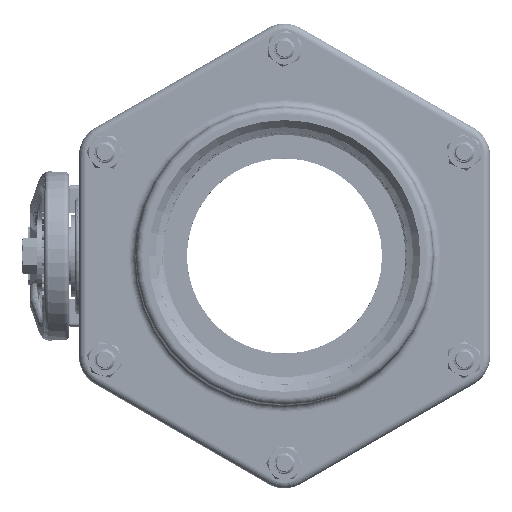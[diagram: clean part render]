
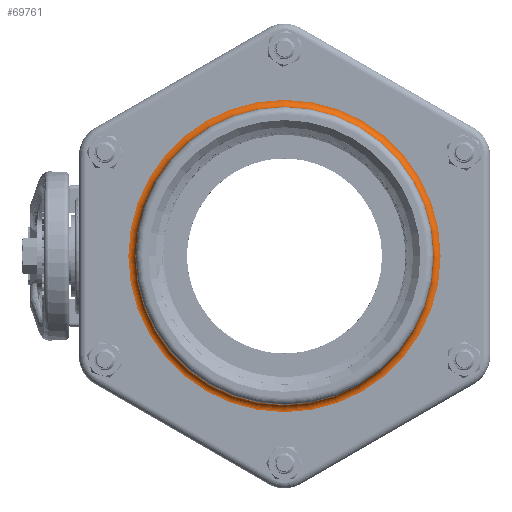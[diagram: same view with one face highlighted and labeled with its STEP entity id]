
A CAD part, left-side view. The second image highlights one B-rep face of the part: STEP entity #69761.
In plain terms, the highlighted toroidal (fillet/blend) face has major radius 69.659 mm and minor radius 3.175 mm.
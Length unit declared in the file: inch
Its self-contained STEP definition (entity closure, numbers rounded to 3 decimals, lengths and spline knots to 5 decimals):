
#25913=FACE_OUTER_BOUND('',#29942,.T.);
#29942=EDGE_LOOP('',(#66007,#66008,#66009,#66010,#66011));
#30656=CIRCLE('',#73713,2.7425);
#30659=CIRCLE('',#73724,2.6175);
#30662=CIRCLE('',#73727,2.6175);
#30689=CIRCLE('',#73784,0.125);
#37096=VERTEX_POINT('',#121306);
#37100=VERTEX_POINT('',#122212);
#37101=VERTEX_POINT('',#122213);
#46695=EDGE_CURVE('',#37096,#37096,#30656,.T.);
#46705=EDGE_CURVE('',#37100,#37101,#30659,.T.);
#46709=EDGE_CURVE('',#37101,#37100,#30662,.T.);
#46758=EDGE_CURVE('',#37101,#37096,#30689,.T.);
#66007=ORIENTED_EDGE('',*,*,#46705,.T.);
#66008=ORIENTED_EDGE('',*,*,#46758,.T.);
#66009=ORIENTED_EDGE('',*,*,#46695,.T.);
#66010=ORIENTED_EDGE('',*,*,#46758,.F.);
#66011=ORIENTED_EDGE('',*,*,#46709,.T.);
#66153=TOROIDAL_SURFACE('',#73783,2.7425,0.125);
#69761=ADVANCED_FACE('',(#25913),#66153,.F.);
#73713=AXIS2_PLACEMENT_3D('',#121307,#87573,#87574);
#73724=AXIS2_PLACEMENT_3D('',#122214,#87598,#87599);
#73727=AXIS2_PLACEMENT_3D('',#122220,#87605,#87606);
#73783=AXIS2_PLACEMENT_3D('',#123666,#87736,#87737);
#73784=AXIS2_PLACEMENT_3D('',#123667,#87738,#87739);
#87573=DIRECTION('center_axis',(-1.,0.,0.));
#87574=DIRECTION('ref_axis',(0.,-1.,0.));
#87598=DIRECTION('center_axis',(1.,0.,0.));
#87599=DIRECTION('ref_axis',(0.,-1.,0.));
#87605=DIRECTION('center_axis',(1.,0.,0.));
#87606=DIRECTION('ref_axis',(0.,-1.,0.));
#87736=DIRECTION('center_axis',(1.,0.,0.));
#87737=DIRECTION('ref_axis',(0.,0.,-1.));
#87738=DIRECTION('center_axis',(0.,-1.,0.));
#87739=DIRECTION('ref_axis',(0.,0.,1.));
#121306=CARTESIAN_POINT('',(0.62,0.,2.7425));
#121307=CARTESIAN_POINT('Origin',(0.62,0.,0.));
#122212=CARTESIAN_POINT('',(0.495,-2.6175,0.));
#122213=CARTESIAN_POINT('',(0.495,0.,2.6175));
#122214=CARTESIAN_POINT('Origin',(0.495,0.,0.));
#122220=CARTESIAN_POINT('Origin',(0.495,0.,0.));
#123666=CARTESIAN_POINT('Origin',(0.495,0.,0.));
#123667=CARTESIAN_POINT('Origin',(0.495,0.,2.7425));
